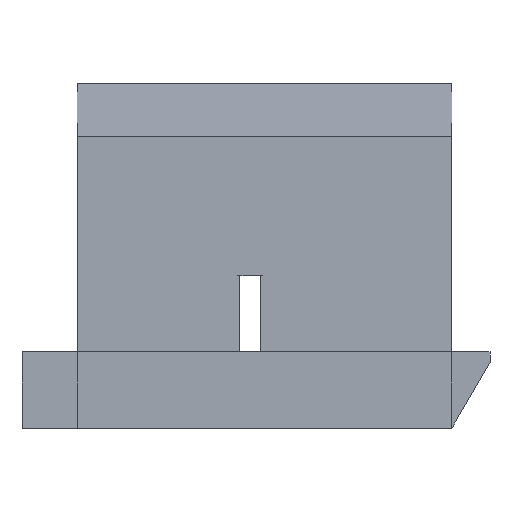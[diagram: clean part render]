
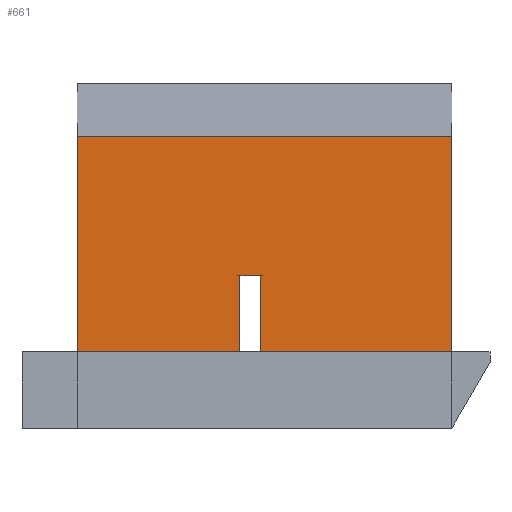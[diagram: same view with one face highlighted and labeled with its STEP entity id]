
A CAD part, front view. The second image highlights one B-rep face of the part: STEP entity #661.
In plain terms, the highlighted planar face has unit normal (0, -1, 0).
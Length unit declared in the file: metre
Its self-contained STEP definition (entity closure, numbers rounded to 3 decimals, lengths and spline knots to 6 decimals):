
#144=ORIENTED_EDGE('',*,*,#281,.F.);
#145=ORIENTED_EDGE('',*,*,#222,.T.);
#146=ORIENTED_EDGE('',*,*,#248,.T.);
#147=ORIENTED_EDGE('',*,*,#272,.F.);
#148=ORIENTED_EDGE('',*,*,#282,.T.);
#149=ORIENTED_EDGE('',*,*,#279,.T.);
#150=ORIENTED_EDGE('',*,*,#244,.T.);
#151=ORIENTED_EDGE('',*,*,#220,.T.);
#220=EDGE_CURVE('',#314,#313,#371,.F.);
#222=EDGE_CURVE('',#316,#315,#372,.T.);
#244=EDGE_CURVE('',#333,#314,#391,.T.);
#248=EDGE_CURVE('',#315,#336,#395,.T.);
#272=EDGE_CURVE('',#349,#336,#419,.T.);
#279=EDGE_CURVE('',#350,#333,#426,.T.);
#281=EDGE_CURVE('',#316,#313,#428,.T.);
#282=EDGE_CURVE('',#349,#350,#429,.T.);
#313=VERTEX_POINT('',#928);
#314=VERTEX_POINT('',#930);
#315=VERTEX_POINT('',#932);
#316=VERTEX_POINT('',#934);
#333=VERTEX_POINT('',#977);
#336=VERTEX_POINT('',#983);
#349=VERTEX_POINT('',#1030);
#350=VERTEX_POINT('',#1043);
#371=LINE('',#929,#456);
#372=LINE('',#933,#457);
#391=LINE('',#976,#476);
#395=LINE('',#984,#480);
#419=LINE('',#1031,#504);
#426=LINE('',#1042,#511);
#428=LINE('',#1046,#513);
#429=LINE('',#1047,#514);
#456=VECTOR('',#750,1.);
#457=VECTOR('',#753,1.);
#476=VECTOR('',#786,1.);
#480=VECTOR('',#790,1.);
#504=VECTOR('',#834,1.);
#511=VECTOR('',#849,1.);
#513=VECTOR('',#853,1.);
#514=VECTOR('',#854,1.);
#553=EDGE_LOOP('',(#144,#145,#146,#147,#148,#149,#150,#151));
#592=FACE_BOUND('',#553,.T.);
#628=PLANE('',#714);
#661=ADVANCED_FACE('',(#592),#628,.F.);
#714=AXIS2_PLACEMENT_3D('',#1045,#851,#852);
#750=DIRECTION('',(0.,0.,-1.));
#753=DIRECTION('',(0.,0.,-1.));
#786=DIRECTION('',(1.,0.,0.));
#790=DIRECTION('',(1.,0.,0.));
#834=DIRECTION('',(0.,0.,-1.));
#849=DIRECTION('',(0.,0.,-1.));
#851=DIRECTION('',(0.,1.,0.));
#852=DIRECTION('',(0.,0.,1.));
#853=DIRECTION('',(-1.,0.,0.));
#854=DIRECTION('',(-1.,0.,0.));
#928=CARTESIAN_POINT('',(0.004277,-0.00295,0.004));
#929=CARTESIAN_POINT('',(0.004277,-0.00295,0.004));
#930=CARTESIAN_POINT('',(0.004277,-0.00295,0.002));
#932=CARTESIAN_POINT('',(0.004823,-0.00295,0.002));
#933=CARTESIAN_POINT('',(0.004823,-0.00295,0.004));
#934=CARTESIAN_POINT('',(0.004823,-0.00295,0.004));
#976=CARTESIAN_POINT('',(0.004925,-0.00295,0.002));
#977=CARTESIAN_POINT('',(0.,-0.00295,0.002));
#983=CARTESIAN_POINT('',(0.00985,-0.00295,0.002));
#984=CARTESIAN_POINT('',(0.004925,-0.00295,0.002));
#1030=CARTESIAN_POINT('',(0.00985,-0.00295,0.007668));
#1031=CARTESIAN_POINT('',(0.00985,-0.00295,0.01));
#1042=CARTESIAN_POINT('',(0.,-0.00295,0.01));
#1043=CARTESIAN_POINT('',(0.,-0.00295,0.007668));
#1045=CARTESIAN_POINT('',(0.004925,-0.00295,0.01));
#1046=CARTESIAN_POINT('',(0.004925,-0.00295,0.004));
#1047=CARTESIAN_POINT('',(0.,-0.00295,0.007668));
